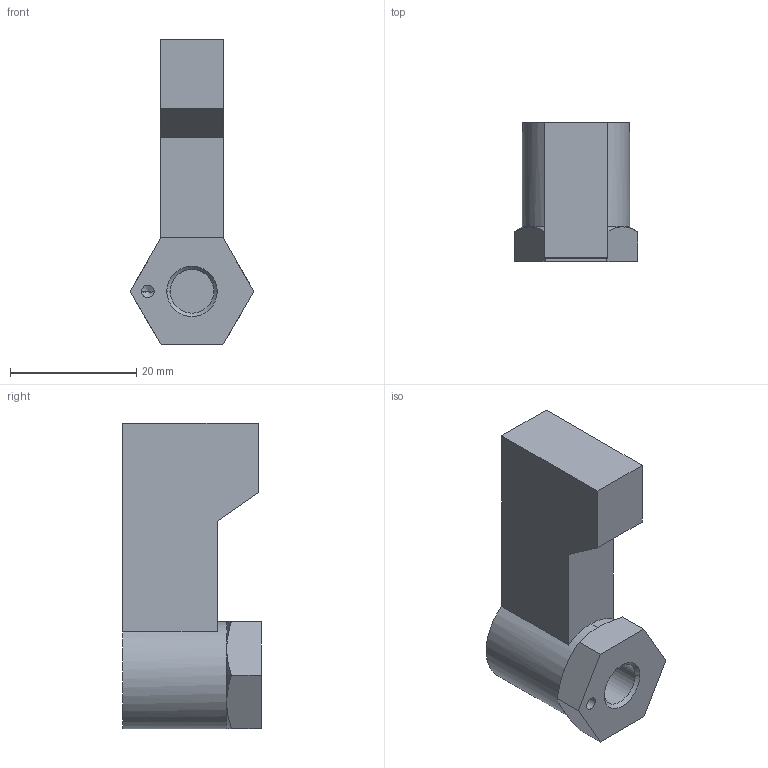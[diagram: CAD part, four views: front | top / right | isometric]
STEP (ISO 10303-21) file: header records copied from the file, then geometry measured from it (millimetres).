
FILE_DESCRIPTION(('STEP AP214'),'1');
FILE_NAME('HALDERN_EH_24101_0231.stp','2014-09-15T07:38:13',('TraceParts'),('TraceParts S.A.'),'XStep 1.0',' ',' ');
FILE_SCHEMA(('automotive_design'));
Length unit declared in the file: millimetre
Products named in the file (2): 1; 2
Bounding box: 19.63 x 22 x 48.5 mm (x, y, z)
Volume: 10352.3 mm3; surface area: 4226.1 mm2
Topology: 2 solids, 2 shells, 37 faces, 84 edges, 51 vertices
Faces by surface type: plane 17, cone 12, cylinder 8
Entity records: 2024 total; most frequent: CARTESIAN_POINT 220, DIRECTION 176, STYLED_ITEM 170, PRESENTATION_STYLE_ASSIGNMENT 170, COLOUR_RGB 170, ORIENTED_EDGE 164, EDGE_CURVE 82, CURVE_STYLE 82
